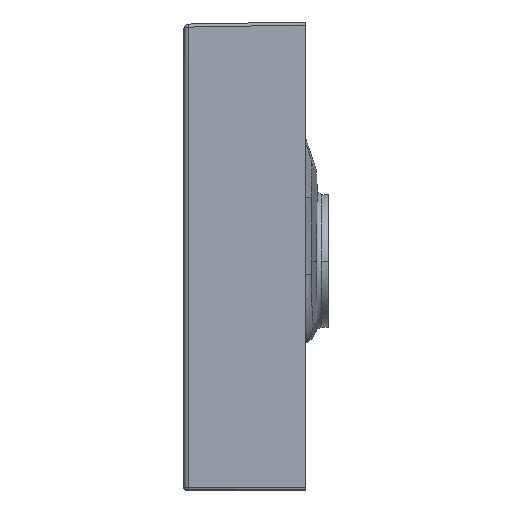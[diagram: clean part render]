
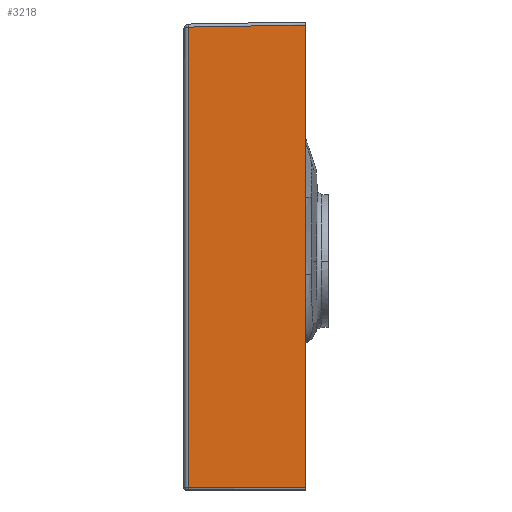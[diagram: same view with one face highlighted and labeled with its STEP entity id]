
A CAD part, left-side view. The second image highlights one B-rep face of the part: STEP entity #3218.
In plain terms, the highlighted planar face has unit normal (-1, 0.018, 0).
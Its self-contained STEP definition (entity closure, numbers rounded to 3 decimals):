
#514 = VERTEX_POINT ( 'NONE', #6381 ) ;
#566 = PLANE ( 'NONE',  #16310 ) ;
#1454 = CARTESIAN_POINT ( 'NONE',  ( -505., -120., 232. ) ) ;
#1663 = DIRECTION ( 'NONE',  ( -0.017, -1., 0. ) ) ;
#2191 = LINE ( 'NONE', #7706, #5446 ) ;
#2831 = VECTOR ( 'NONE', #11895, 1000. ) ;
#3218 = ADVANCED_FACE ( 'NONE', ( #11840 ), #566, .T. ) ;
#4234 = ORIENTED_EDGE ( 'NONE', *, *, #8083, .T. ) ;
#4332 = LINE ( 'NONE', #10480, #6095 ) ;
#5011 = VERTEX_POINT ( 'NONE', #1454 ) ;
#5446 = VECTOR ( 'NONE', #6325, 1000. ) ;
#5811 = VERTEX_POINT ( 'NONE', #10596 ) ;
#6057 = DIRECTION ( 'NONE',  ( -1., 0.017, 0. ) ) ;
#6095 = VECTOR ( 'NONE', #10660, 1000. ) ;
#6165 = EDGE_CURVE ( 'NONE', #5811, #11020, #8647, .T. ) ;
#6293 = ORIENTED_EDGE ( 'NONE', *, *, #6165, .T. ) ;
#6325 = DIRECTION ( 'NONE',  ( 0.017, 1., -0.017 ) ) ;
#6381 = CARTESIAN_POINT ( 'NONE',  ( -502.991, -4.913, 229.992 ) ) ;
#7191 = VECTOR ( 'NONE', #12958, 1000. ) ;
#7265 = CARTESIAN_POINT ( 'NONE',  ( -505., -120., -225. ) ) ;
#7453 = CARTESIAN_POINT ( 'NONE',  ( -505., -120., -223. ) ) ;
#7496 = LINE ( 'NONE', #13192, #2831 ) ;
#7673 = ORIENTED_EDGE ( 'NONE', *, *, #7699, .T. ) ;
#7699 = EDGE_CURVE ( 'NONE', #5011, #514, #2191, .T. ) ;
#7706 = CARTESIAN_POINT ( 'NONE',  ( -504.861, -112.028, 231.861 ) ) ;
#8083 = EDGE_CURVE ( 'NONE', #514, #5811, #7496, .T. ) ;
#8647 = LINE ( 'NONE', #7453, #7191 ) ;
#10098 = EDGE_LOOP ( 'NONE', ( #4234, #6293, #17175, #7673 ) ) ;
#10480 = CARTESIAN_POINT ( 'NONE',  ( -505., -120., -225. ) ) ;
#10596 = CARTESIAN_POINT ( 'NONE',  ( -502.991, -4.913, -223. ) ) ;
#10660 = DIRECTION ( 'NONE',  ( 0., 0., 1. ) ) ;
#11020 = VERTEX_POINT ( 'NONE', #11398 ) ;
#11398 = CARTESIAN_POINT ( 'NONE',  ( -505., -120., -223. ) ) ;
#11840 = FACE_OUTER_BOUND ( 'NONE', #10098, .T. ) ;
#11895 = DIRECTION ( 'NONE',  ( 0., 0., -1. ) ) ;
#12958 = DIRECTION ( 'NONE',  ( -0.017, -1., 0. ) ) ;
#13192 = CARTESIAN_POINT ( 'NONE',  ( -502.991, -4.913, -225. ) ) ;
#16310 = AXIS2_PLACEMENT_3D ( 'NONE', #7265, #6057, #1663 ) ;
#17175 = ORIENTED_EDGE ( 'NONE', *, *, #17437, .T. ) ;
#17437 = EDGE_CURVE ( 'NONE', #11020, #5011, #4332, .T. ) ;
